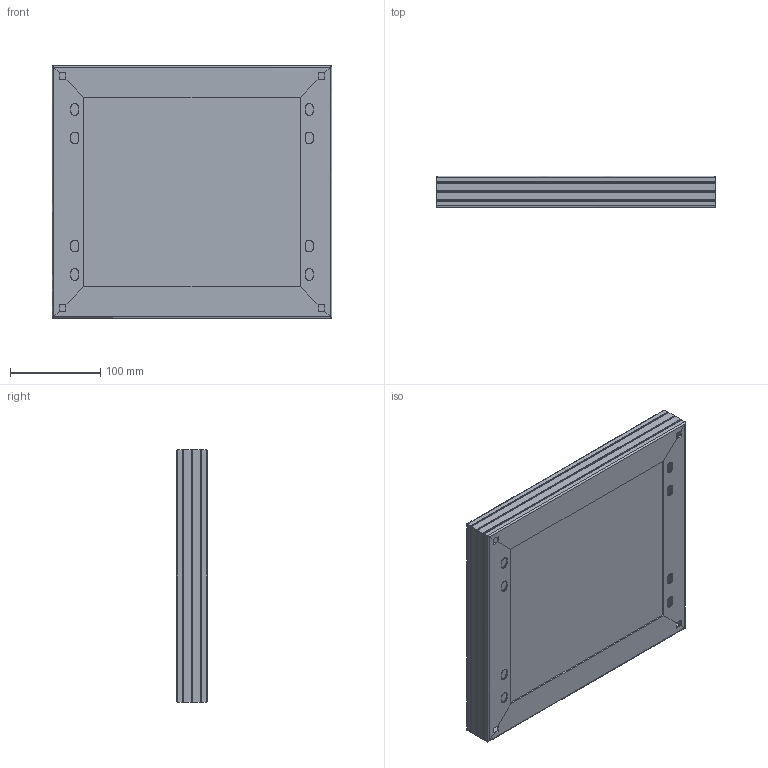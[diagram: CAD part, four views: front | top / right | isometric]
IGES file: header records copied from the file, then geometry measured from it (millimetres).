
Start section: SolidWorks IGES file using analytic representation for surfaces
Global section: file name: xxxx - Panneau Unisun 10-12 M  - Vers 2019.IGS; native system: SolidWorks 2017; preprocessor: SolidWorks 2017; author: yoann; date: 190201.093005; units: millimetre
Bounding box: 310 x 35 x 280 mm (x, y, z)
Surface area: 693060.2 mm2 (no closed solid volume)
Topology: 0 solids, 0 shells, 644 faces, 3752 edges, 3752 vertices
Faces by surface type: bspline 608, revolution 36
